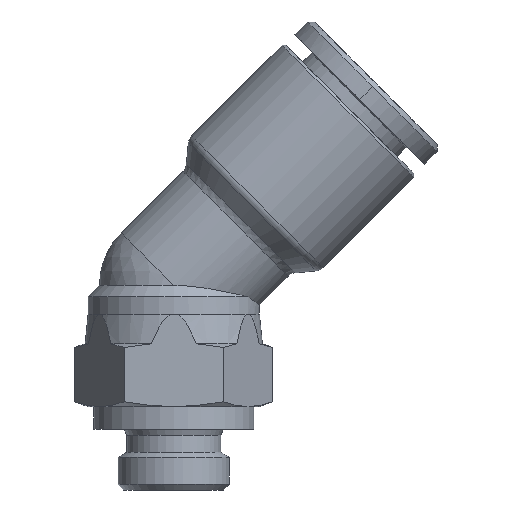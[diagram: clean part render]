
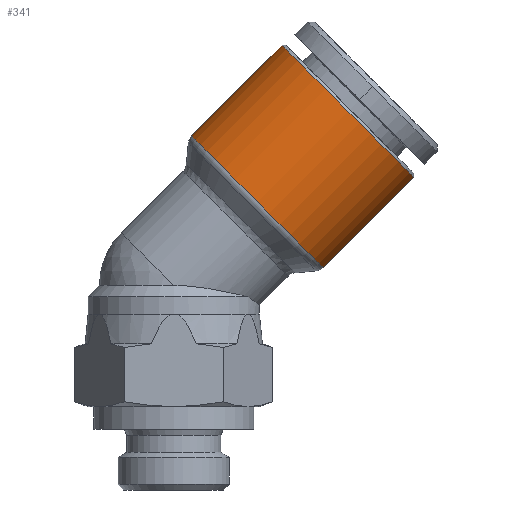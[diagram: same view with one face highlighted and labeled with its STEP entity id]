
A CAD part, front view. The second image highlights one B-rep face of the part: STEP entity #341.
In plain terms, the highlighted cylindrical face has radius 8.15 mm (diameter 16.3 mm), a partial arc.
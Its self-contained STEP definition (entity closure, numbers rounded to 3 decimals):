
#300=CARTESIAN_POINT('',(10.6,0.,14.227));
#301=DIRECTION('',(0.707,0.,0.707));
#302=DIRECTION('',(-0.707,0.,0.707));
#303=AXIS2_PLACEMENT_3D('',#300,#301,#302);
#304=CYLINDRICAL_SURFACE('',#303,8.15);
#305=CARTESIAN_POINT('',(1.555,0.,16.709));
#306=VERTEX_POINT('',#305);
#307=CARTESIAN_POINT('',(9.468,0.,24.622));
#308=VERTEX_POINT('',#307);
#309=CARTESIAN_POINT('',(1.555,0.,16.709));
#310=DIRECTION('',(0.707,0.,0.707));
#311=VECTOR('',#310,11.191);
#312=LINE('',#309,#311);
#313=EDGE_CURVE('',#306,#308,#312,.T.);
#314=ORIENTED_EDGE('',*,*,#313,.F.);
#315=CARTESIAN_POINT('',(13.081,0.,5.183));
#316=VERTEX_POINT('',#315);
#317=CARTESIAN_POINT('',(7.318,0.,10.946));
#318=DIRECTION('',(-0.707,0.,-0.707));
#319=DIRECTION('',(0.707,0.,-0.707));
#320=AXIS2_PLACEMENT_3D('',#317,#318,#319);
#321=CIRCLE('',#320,8.15);
#322=EDGE_CURVE('',#316,#306,#321,.T.);
#323=ORIENTED_EDGE('',*,*,#322,.F.);
#324=CARTESIAN_POINT('',(20.994,0.,13.096));
#325=VERTEX_POINT('',#324);
#326=CARTESIAN_POINT('',(20.994,0.,13.096));
#327=DIRECTION('',(-0.707,0.,-0.707));
#328=VECTOR('',#327,11.191);
#329=LINE('',#326,#328);
#330=EDGE_CURVE('',#325,#316,#329,.T.);
#331=ORIENTED_EDGE('',*,*,#330,.F.);
#332=CARTESIAN_POINT('',(15.231,0.,18.859));
#333=DIRECTION('',(0.707,0.,0.707));
#334=DIRECTION('',(-0.707,0.,0.707));
#335=AXIS2_PLACEMENT_3D('',#332,#333,#334);
#336=CIRCLE('',#335,8.15);
#337=EDGE_CURVE('',#308,#325,#336,.T.);
#338=ORIENTED_EDGE('',*,*,#337,.F.);
#339=EDGE_LOOP('',(#314,#323,#331,#338));
#340=FACE_OUTER_BOUND('',#339,.T.);
#341=ADVANCED_FACE('',(#340),#304,.T.);
